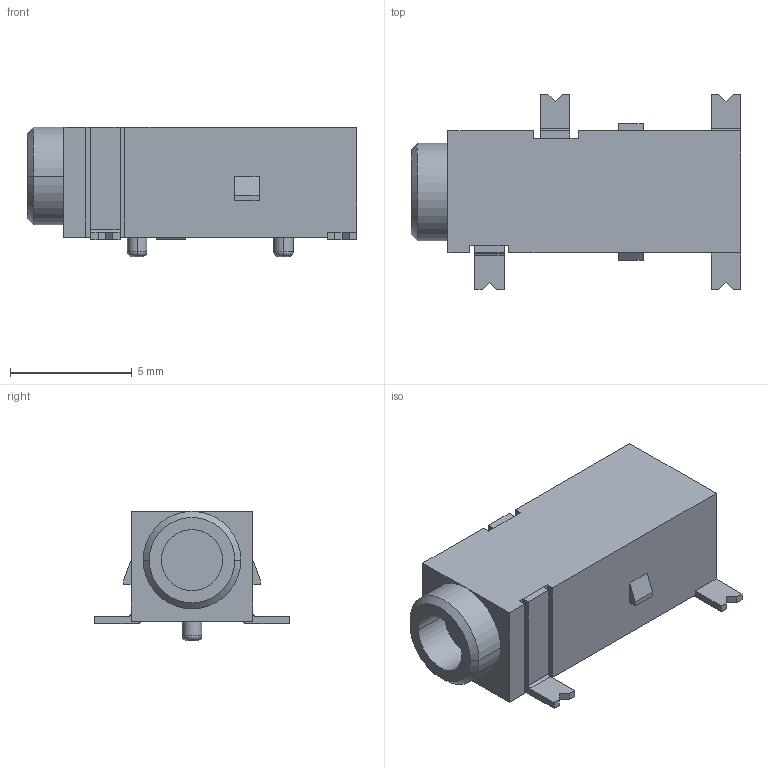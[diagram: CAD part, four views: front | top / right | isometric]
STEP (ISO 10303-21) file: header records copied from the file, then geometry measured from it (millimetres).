
FILE_DESCRIPTION(('FreeCAD Model'),'2;1');
FILE_NAME('CUI_SJ-2524-SMT-TR.step', '2018-09-26T17:44:52',('kicad StepUp'),('ksu MCAD'), 'Open CASCADE STEP processor 7.2','FreeCAD','Unknown');
FILE_SCHEMA(('AUTOMOTIVE_DESIGN { 1 0 10303 214 1 1 1 1 }'));
Length unit declared in the file: millimetre
Products named in the file (1): CUI_SJ-2524-SMT-TR
Bounding box: 13.5 x 8 x 5.3 mm (x, y, z)
Volume: 282.8 mm3; surface area: 336.8 mm2
Topology: 1 solids, 1 shells, 91 faces, 238 edges, 154 vertices
Faces by surface type: plane 70, cylinder 15, torus 4, cone 2
Entity records: 3414 total; most frequent: CARTESIAN_POINT 484, ORIENTED_EDGE 476, DIRECTION 463, EDGE_CURVE 238, LINE 197, VECTOR 197, VERTEX_POINT 154, AXIS2_PLACEMENT_3D 133
